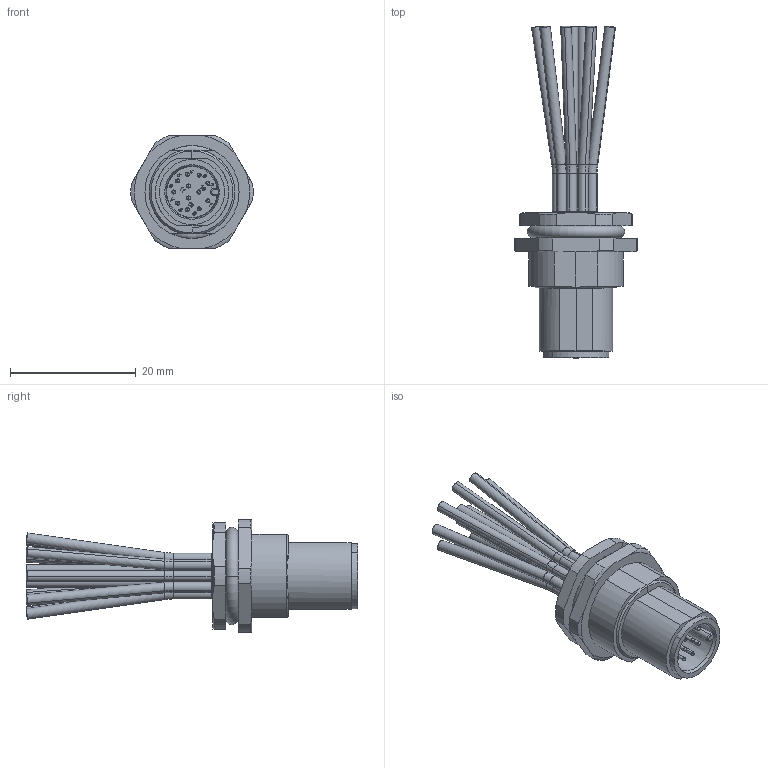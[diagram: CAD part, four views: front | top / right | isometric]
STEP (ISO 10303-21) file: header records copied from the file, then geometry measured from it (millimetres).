
FILE_DESCRIPTION((''),'2;1');
FILE_NAME('3D_1630123131502_M12-M12A-BKR-P','2023-04-26T',('lian.chen'),(''),'PRO/ENGINEER BY PARAMETRIC TECHNOLOGY CORPORATION, 2012480','PRO/ENGINEER BY PARAMETRIC TECHNOLOGY CORPORATION, 2012480','');
FILE_SCHEMA(('CONFIG_CONTROL_DESIGN'));
Length unit declared in the file: millimetre
Products named in the file (1): 3D_1630123131502_M12-M12A-BKR-P
Bounding box: 19.5 x 52.88 x 18 mm (x, y, z)
Volume: 3801 mm3; surface area: 4821.1 mm2
Topology: 1 solids, 10 shells, 643 faces, 1644 edges, 1070 vertices
Faces by surface type: extrusion 212, plane 176, cylinder 152, cone 40, torus 35, sphere 24, bspline 4
Entity records: 21073 total; most frequent: CARTESIAN_POINT 6122, ORIENTED_EDGE 3240, DIRECTION 2641, EDGE_CURVE 1620, VERTEX_POINT 1070, AXIS2_PLACEMENT_3D 881, VECTOR 879, EDGE_LOOP 720
